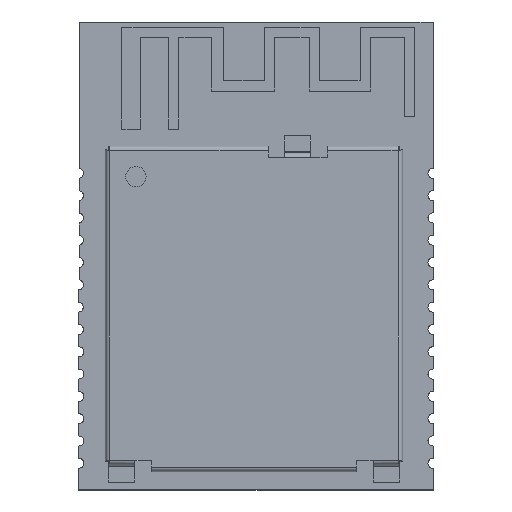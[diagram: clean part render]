
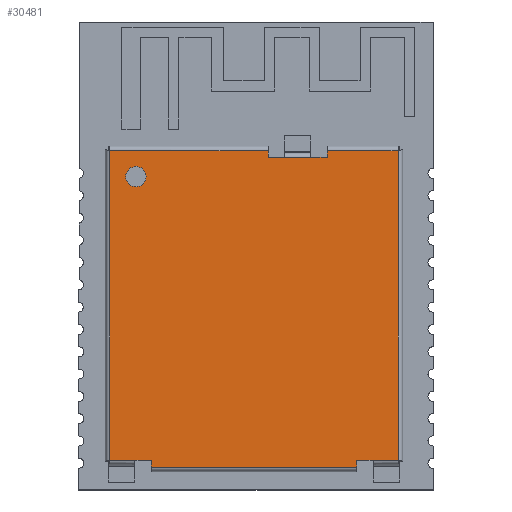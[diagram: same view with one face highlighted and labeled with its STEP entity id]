
A CAD part, top view. The second image highlights one B-rep face of the part: STEP entity #30481.
In plain terms, the highlighted face is planar.
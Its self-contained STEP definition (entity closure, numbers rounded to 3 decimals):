
#29843 = EDGE_CURVE('',#29844,#29846,#29848,.T.);
#29844 = VERTEX_POINT('',#29845);
#29845 = CARTESIAN_POINT('',(3.337,0.15,-5.183));
#29846 = VERTEX_POINT('',#29847);
#29847 = CARTESIAN_POINT('',(6.824,0.15,-5.183));
#29848 = LINE('',#29849,#29850);
#29849 = CARTESIAN_POINT('',(3.337,0.15,-5.183));
#29850 = VECTOR('',#29851,1.);
#29851 = DIRECTION('',(1.,0.,0.));
#29906 = EDGE_CURVE('',#29844,#29907,#29909,.T.);
#29907 = VERTEX_POINT('',#29908);
#29908 = CARTESIAN_POINT('',(3.337,0.15,-4.844));
#29909 = LINE('',#29910,#29911);
#29910 = CARTESIAN_POINT('',(3.337,0.15,-5.183));
#29911 = VECTOR('',#29912,1.);
#29912 = DIRECTION('',(0.,0.,1.));
#30244 = VERTEX_POINT('',#30245);
#30245 = CARTESIAN_POINT('',(4.794,0.15,10.377));
#30275 = EDGE_CURVE('',#30244,#30276,#30278,.T.);
#30276 = VERTEX_POINT('',#30277);
#30277 = CARTESIAN_POINT('',(-5.306,0.15,10.377));
#30278 = LINE('',#30279,#30280);
#30279 = CARTESIAN_POINT('',(4.794,0.15,10.377));
#30280 = VECTOR('',#30281,1.);
#30281 = DIRECTION('',(-1.,0.,0.));
#30440 = VERTEX_POINT('',#30441);
#30441 = CARTESIAN_POINT('',(-5.306,0.15,10.037));
#30447 = EDGE_CURVE('',#30276,#30440,#30448,.T.);
#30448 = LINE('',#30449,#30450);
#30449 = CARTESIAN_POINT('',(-5.306,0.15,10.377));
#30450 = VECTOR('',#30451,1.);
#30451 = DIRECTION('',(0.,0.,-1.));
#30461 = EDGE_CURVE('',#30462,#30440,#30464,.T.);
#30462 = VERTEX_POINT('',#30463);
#30463 = CARTESIAN_POINT('',(-6.106,0.15,10.037));
#30464 = LINE('',#30465,#30466);
#30465 = CARTESIAN_POINT('',(-6.106,0.15,10.037));
#30466 = VECTOR('',#30467,1.);
#30467 = DIRECTION('',(1.,0.,0.));
#30481 = ADVANCED_FACE('',(#30482,#30573),#30593,.T.);
#30482 = FACE_BOUND('',#30483,.F.);
#30483 = EDGE_LOOP('',(#30484,#30485,#30486,#30487,#30495,#30503,#30511,
    #30519,#30527,#30535,#30541,#30542,#30543,#30551,#30559,#30567));
#30484 = ORIENTED_EDGE('',*,*,#30275,.T.);
#30485 = ORIENTED_EDGE('',*,*,#30447,.T.);
#30486 = ORIENTED_EDGE('',*,*,#30461,.F.);
#30487 = ORIENTED_EDGE('',*,*,#30488,.T.);
#30488 = EDGE_CURVE('',#30462,#30489,#30491,.T.);
#30489 = VERTEX_POINT('',#30490);
#30490 = CARTESIAN_POINT('',(-7.336,0.15,10.037));
#30491 = LINE('',#30492,#30493);
#30492 = CARTESIAN_POINT('',(-6.106,0.15,10.037));
#30493 = VECTOR('',#30494,1.);
#30494 = DIRECTION('',(-1.,0.,0.));
#30495 = ORIENTED_EDGE('',*,*,#30496,.T.);
#30496 = EDGE_CURVE('',#30489,#30497,#30499,.T.);
#30497 = VERTEX_POINT('',#30498);
#30498 = CARTESIAN_POINT('',(-7.336,0.15,-5.183));
#30499 = LINE('',#30500,#30501);
#30500 = CARTESIAN_POINT('',(-7.336,0.15,10.037));
#30501 = VECTOR('',#30502,1.);
#30502 = DIRECTION('',(0.,0.,-1.));
#30503 = ORIENTED_EDGE('',*,*,#30504,.T.);
#30504 = EDGE_CURVE('',#30497,#30505,#30507,.T.);
#30505 = VERTEX_POINT('',#30506);
#30506 = CARTESIAN_POINT('',(0.433,0.15,-5.183));
#30507 = LINE('',#30508,#30509);
#30508 = CARTESIAN_POINT('',(-7.336,0.15,-5.183));
#30509 = VECTOR('',#30510,1.);
#30510 = DIRECTION('',(1.,0.,0.));
#30511 = ORIENTED_EDGE('',*,*,#30512,.T.);
#30512 = EDGE_CURVE('',#30505,#30513,#30515,.T.);
#30513 = VERTEX_POINT('',#30514);
#30514 = CARTESIAN_POINT('',(0.433,0.15,-4.844));
#30515 = LINE('',#30516,#30517);
#30516 = CARTESIAN_POINT('',(0.433,0.15,-5.183));
#30517 = VECTOR('',#30518,1.);
#30518 = DIRECTION('',(0.,0.,1.));
#30519 = ORIENTED_EDGE('',*,*,#30520,.F.);
#30520 = EDGE_CURVE('',#30521,#30513,#30523,.T.);
#30521 = VERTEX_POINT('',#30522);
#30522 = CARTESIAN_POINT('',(1.233,0.15,-4.844));
#30523 = LINE('',#30524,#30525);
#30524 = CARTESIAN_POINT('',(1.233,0.15,-4.844));
#30525 = VECTOR('',#30526,1.);
#30526 = DIRECTION('',(-1.,0.,0.));
#30527 = ORIENTED_EDGE('',*,*,#30528,.T.);
#30528 = EDGE_CURVE('',#30521,#30529,#30531,.T.);
#30529 = VERTEX_POINT('',#30530);
#30530 = CARTESIAN_POINT('',(2.537,0.15,-4.844));
#30531 = LINE('',#30532,#30533);
#30532 = CARTESIAN_POINT('',(1.233,0.15,-4.844));
#30533 = VECTOR('',#30534,1.);
#30534 = DIRECTION('',(1.,0.,0.));
#30535 = ORIENTED_EDGE('',*,*,#30536,.T.);
#30536 = EDGE_CURVE('',#30529,#29907,#30537,.T.);
#30537 = LINE('',#30538,#30539);
#30538 = CARTESIAN_POINT('',(2.537,0.15,-4.844));
#30539 = VECTOR('',#30540,1.);
#30540 = DIRECTION('',(1.,0.,0.));
#30541 = ORIENTED_EDGE('',*,*,#29906,.F.);
#30542 = ORIENTED_EDGE('',*,*,#29843,.T.);
#30543 = ORIENTED_EDGE('',*,*,#30544,.T.);
#30544 = EDGE_CURVE('',#29846,#30545,#30547,.T.);
#30545 = VERTEX_POINT('',#30546);
#30546 = CARTESIAN_POINT('',(6.824,0.15,10.037));
#30547 = LINE('',#30548,#30549);
#30548 = CARTESIAN_POINT('',(6.824,0.15,-5.183));
#30549 = VECTOR('',#30550,1.);
#30550 = DIRECTION('',(0.,0.,1.));
#30551 = ORIENTED_EDGE('',*,*,#30552,.T.);
#30552 = EDGE_CURVE('',#30545,#30553,#30555,.T.);
#30553 = VERTEX_POINT('',#30554);
#30554 = CARTESIAN_POINT('',(5.594,0.15,10.037));
#30555 = LINE('',#30556,#30557);
#30556 = CARTESIAN_POINT('',(6.824,0.15,10.037));
#30557 = VECTOR('',#30558,1.);
#30558 = DIRECTION('',(-1.,0.,0.));
#30559 = ORIENTED_EDGE('',*,*,#30560,.F.);
#30560 = EDGE_CURVE('',#30561,#30553,#30563,.T.);
#30561 = VERTEX_POINT('',#30562);
#30562 = CARTESIAN_POINT('',(4.794,0.15,10.037));
#30563 = LINE('',#30564,#30565);
#30564 = CARTESIAN_POINT('',(4.794,0.15,10.037));
#30565 = VECTOR('',#30566,1.);
#30566 = DIRECTION('',(1.,0.,0.));
#30567 = ORIENTED_EDGE('',*,*,#30568,.F.);
#30568 = EDGE_CURVE('',#30244,#30561,#30569,.T.);
#30569 = LINE('',#30570,#30571);
#30570 = CARTESIAN_POINT('',(4.794,0.15,10.377));
#30571 = VECTOR('',#30572,1.);
#30572 = DIRECTION('',(0.,0.,-1.));
#30573 = FACE_BOUND('',#30574,.F.);
#30574 = EDGE_LOOP('',(#30575,#30586));
#30575 = ORIENTED_EDGE('',*,*,#30576,.T.);
#30576 = EDGE_CURVE('',#30577,#30579,#30581,.T.);
#30577 = VERTEX_POINT('',#30578);
#30578 = CARTESIAN_POINT('',(-6.556,0.15,-3.903));
#30579 = VERTEX_POINT('',#30580);
#30580 = CARTESIAN_POINT('',(-5.556,0.15,-3.903));
#30581 = CIRCLE('',#30582,0.5);
#30582 = AXIS2_PLACEMENT_3D('',#30583,#30584,#30585);
#30583 = CARTESIAN_POINT('',(-6.056,0.15,-3.903));
#30584 = DIRECTION('',(0.,1.,0.));
#30585 = DIRECTION('',(-1.,0.,0.));
#30586 = ORIENTED_EDGE('',*,*,#30587,.T.);
#30587 = EDGE_CURVE('',#30579,#30577,#30588,.T.);
#30588 = CIRCLE('',#30589,0.5);
#30589 = AXIS2_PLACEMENT_3D('',#30590,#30591,#30592);
#30590 = CARTESIAN_POINT('',(-6.056,0.15,-3.903));
#30591 = DIRECTION('',(0.,1.,0.));
#30592 = DIRECTION('',(1.,0.,0.));
#30593 = PLANE('',#30594);
#30594 = AXIS2_PLACEMENT_3D('',#30595,#30596,#30597);
#30595 = CARTESIAN_POINT('',(0.,0.15,0.));
#30596 = DIRECTION('',(0.,1.,0.));
#30597 = DIRECTION('',(1.,0.,0.));
